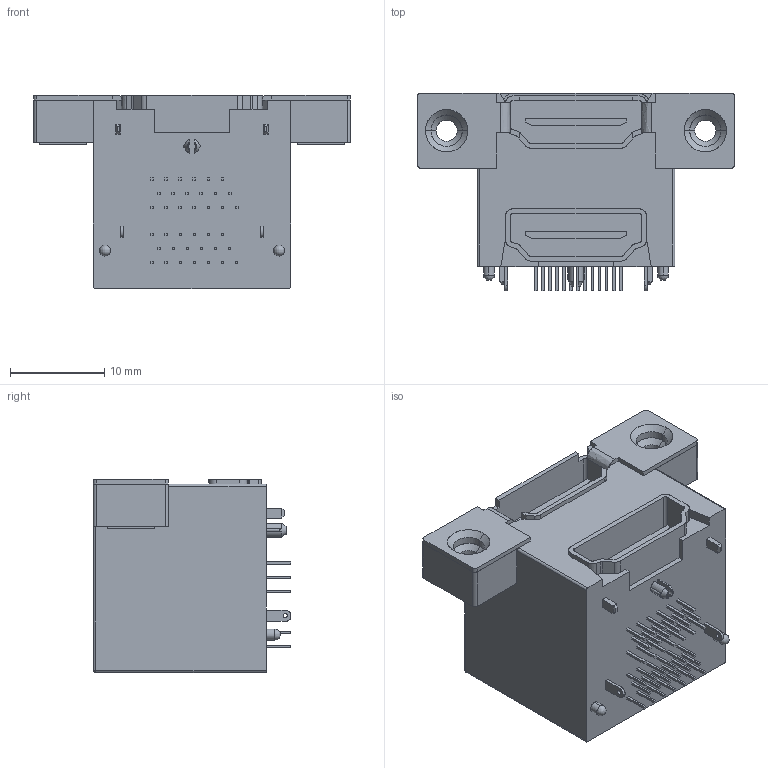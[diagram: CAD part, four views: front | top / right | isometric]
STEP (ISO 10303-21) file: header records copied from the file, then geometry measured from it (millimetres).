
FILE_DESCRIPTION(('eMachineShop Model'),'2;1');
FILE_NAME( 'KDMI42X-FS2-WS-B15_rA5_1700701962.214.step', '2023-04-02T21:39:21',('eMachineShop'),('eMachineShop'), 'eMachineShop','eMachineShop','Unknown');
FILE_SCHEMA(('AUTOMOTIVE_DESIGN { 1 0 10303 214 1 1 1 1 }'));
Length unit declared in the file: millimetre
Products named in the file (425): eMachineShop; eMachineShop.1; eMachineShop.2; eMachineShop.3; eMachineShop.4; eMachineShop.5; eMachineShop.6; eMachineShop.7; eMachineShop.8; eMachineShop.9; eMachineShop.10; eMachineShop.11; eMachineShop.12; eMachineShop.13; eMachineShop.14; eMachineShop.15; eMachineShop.16; eMachineShop.17; eMachineShop.18; eMachineShop.19; eMachineShop.20; eMachineShop.21; eMachineShop.22; eMachineShop.23; eMachineShop.24; eMachineShop.25; eMachineShop.26; eMachineShop.27; eMachineShop.28; eMachineShop.29; eMachineShop.30; eMachineShop.31; eMachineShop.32; eMachineShop.33; eMachineShop.34; eMachineShop.35; eMachineShop.36; eMachineShop.37; eMachineShop.38; eMachineShop.39 ...
Assembly tree (424 placements, depth 2):
  eMachineShop
    eMachineShop.1
    eMachineShop.2
    eMachineShop.3
    eMachineShop.4
    eMachineShop.5
    eMachineShop.6
    eMachineShop.7
    eMachineShop.8
    eMachineShop.9
    eMachineShop.10
    eMachineShop.11
    eMachineShop.12
    eMachineShop.13
    eMachineShop.14
    eMachineShop.15
    eMachineShop.16
    eMachineShop.17
    eMachineShop.18
    eMachineShop.19
    eMachineShop.20
    eMachineShop.21
    eMachineShop.22
    eMachineShop.23
    eMachineShop.24
    eMachineShop.25
    eMachineShop.26
    eMachineShop.27
    eMachineShop.28
    eMachineShop.29
    eMachineShop.30
    eMachineShop.31
    eMachineShop.32
    eMachineShop.33
    eMachineShop.34
    eMachineShop.35
    eMachineShop.36
    eMachineShop.37
    eMachineShop.38
    eMachineShop.39
    eMachineShop.40
    eMachineShop.41
    eMachineShop.42
    eMachineShop.43
    eMachineShop.44
    eMachineShop.45
    eMachineShop.46
    eMachineShop.47
    eMachineShop.48
    eMachineShop.49
    eMachineShop.50
    eMachineShop.51
    eMachineShop.52
    eMachineShop.53
    eMachineShop.54
    eMachineShop.55
    eMachineShop.56
    eMachineShop.57
    eMachineShop.58
    eMachineShop.59
Bounding box: 33.7 x 21 x 20.55 mm (x, y, z)
Surface area: 3670.4 mm2 (no closed solid volume)
Topology: 0 solids, 424 shells, 424 faces, 2822 edges, 2816 vertices
Faces by surface type: bspline 333, revolution 91
Entity records: 52805 total; most frequent: CARTESIAN_POINT 15757, B_SPLINE_CURVE_WITH_KNOTS 3638, DIRECTION 3214, ORIENTED_EDGE 2816, EDGE_CURVE 2816, VERTEX_POINT 2816, SURFACE_CURVE 2816, PCURVE 2816
